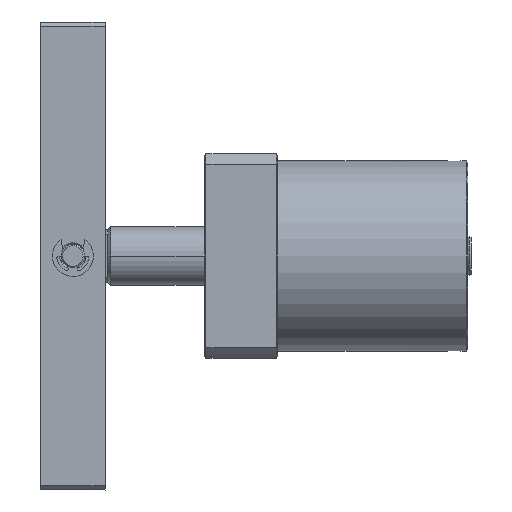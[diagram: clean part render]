
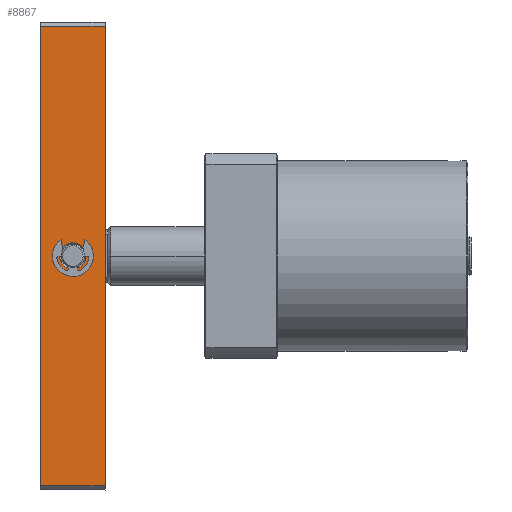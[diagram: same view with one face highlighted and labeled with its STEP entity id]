
A CAD part, left-side view. The second image highlights one B-rep face of the part: STEP entity #8867.
In plain terms, the highlighted face is planar.
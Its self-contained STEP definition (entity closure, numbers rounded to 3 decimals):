
#235 = PLANE ( 'NONE',  #24257 ) ;
#326 = DIRECTION ( 'NONE',  ( 0., -1., 0. ) ) ;
#417 = VECTOR ( 'NONE', #23931, 1000. ) ;
#1516 = DIRECTION ( 'NONE',  ( 0., 0., 1. ) ) ;
#1780 = DIRECTION ( 'NONE',  ( 0., 0., -1. ) ) ;
#2247 = LINE ( 'NONE', #25793, #417 ) ;
#2717 = ORIENTED_EDGE ( 'NONE', *, *, #25467, .T. ) ;
#3055 = ORIENTED_EDGE ( 'NONE', *, *, #14354, .T. ) ;
#3320 = FACE_BOUND ( 'NONE', #25183, .T. ) ;
#3536 = CARTESIAN_POINT ( 'NONE',  ( -14277.07, 1885.193, 22. ) ) ;
#4782 = VERTEX_POINT ( 'NONE', #3536 ) ;
#5042 = ORIENTED_EDGE ( 'NONE', *, *, #10270, .F. ) ;
#5355 = CIRCLE ( 'NONE', #20018, 4.5 ) ;
#5422 = ORIENTED_EDGE ( 'NONE', *, *, #15179, .F. ) ;
#6575 = LINE ( 'NONE', #20569, #15304 ) ;
#6667 = EDGE_LOOP ( 'NONE', ( #11283, #3055, #2717, #12907 ) ) ;
#7133 = CARTESIAN_POINT ( 'NONE',  ( -14203.07, 1885.193, 11. ) ) ;
#7899 = EDGE_CURVE ( 'NONE', #10879, #17514, #17455, .T. ) ;
#8559 = DIRECTION ( 'NONE',  ( -1., 0., 0. ) ) ;
#8867 = ADVANCED_FACE ( 'NONE', ( #13435, #3320 ), #235, .F. ) ;
#10270 = EDGE_CURVE ( 'NONE', #14717, #19614, #21834, .T. ) ;
#10879 = VERTEX_POINT ( 'NONE', #19611 ) ;
#10960 = LINE ( 'NONE', #19626, #22872 ) ;
#11283 = ORIENTED_EDGE ( 'NONE', *, *, #7899, .T. ) ;
#11778 = CARTESIAN_POINT ( 'NONE',  ( -14198.57, 1885.193, 11. ) ) ;
#12028 = CARTESIAN_POINT ( 'NONE',  ( -14198.57, 1885.193, 11. ) ) ;
#12879 = CARTESIAN_POINT ( 'NONE',  ( -14120.07, 1885.193, 0. ) ) ;
#12907 = ORIENTED_EDGE ( 'NONE', *, *, #13484, .F. ) ;
#13435 = FACE_OUTER_BOUND ( 'NONE', #6667, .T. ) ;
#13484 = EDGE_CURVE ( 'NONE', #10879, #4782, #2247, .T. ) ;
#13820 = DIRECTION ( 'NONE',  ( -1., 0., 0. ) ) ;
#14078 = DIRECTION ( 'NONE',  ( -1., 0., 0. ) ) ;
#14354 = EDGE_CURVE ( 'NONE', #17514, #20155, #6575, .T. ) ;
#14510 = DIRECTION ( 'NONE',  ( 1., 0., 0. ) ) ;
#14717 = VERTEX_POINT ( 'NONE', #7133 ) ;
#15179 = EDGE_CURVE ( 'NONE', #19614, #14717, #5355, .T. ) ;
#15304 = VECTOR ( 'NONE', #8559, 1000. ) ;
#17256 = CARTESIAN_POINT ( 'NONE',  ( -14194.07, 1885.193, 11. ) ) ;
#17455 = LINE ( 'NONE', #25785, #18087 ) ;
#17514 = VERTEX_POINT ( 'NONE', #12879 ) ;
#18087 = VECTOR ( 'NONE', #1780, 1000. ) ;
#19611 = CARTESIAN_POINT ( 'NONE',  ( -14120.07, 1885.193, 22. ) ) ;
#19614 = VERTEX_POINT ( 'NONE', #17256 ) ;
#19626 = CARTESIAN_POINT ( 'NONE',  ( -14277.07, 1885.193, 22. ) ) ;
#20018 = AXIS2_PLACEMENT_3D ( 'NONE', #12028, #25939, #14078 ) ;
#20155 = VERTEX_POINT ( 'NONE', #23306 ) ;
#20569 = CARTESIAN_POINT ( 'NONE',  ( -14118.57, 1885.193, 0. ) ) ;
#21834 = CIRCLE ( 'NONE', #22769, 4.5 ) ;
#22769 = AXIS2_PLACEMENT_3D ( 'NONE', #11778, #25708, #13820 ) ;
#22872 = VECTOR ( 'NONE', #1516, 1000. ) ;
#23306 = CARTESIAN_POINT ( 'NONE',  ( -14277.07, 1885.193, 0. ) ) ;
#23931 = DIRECTION ( 'NONE',  ( -1., 0., 0. ) ) ;
#24257 = AXIS2_PLACEMENT_3D ( 'NONE', #24434, #326, #14510 ) ;
#24434 = CARTESIAN_POINT ( 'NONE',  ( -14277.07, 1885.193, 22. ) ) ;
#25183 = EDGE_LOOP ( 'NONE', ( #5042, #5422 ) ) ;
#25467 = EDGE_CURVE ( 'NONE', #20155, #4782, #10960, .T. ) ;
#25708 = DIRECTION ( 'NONE',  ( 0., 1., 0. ) ) ;
#25785 = CARTESIAN_POINT ( 'NONE',  ( -14120.07, 1885.193, 22. ) ) ;
#25793 = CARTESIAN_POINT ( 'NONE',  ( -14118.57, 1885.193, 22. ) ) ;
#25939 = DIRECTION ( 'NONE',  ( 0., 1., 0. ) ) ;
